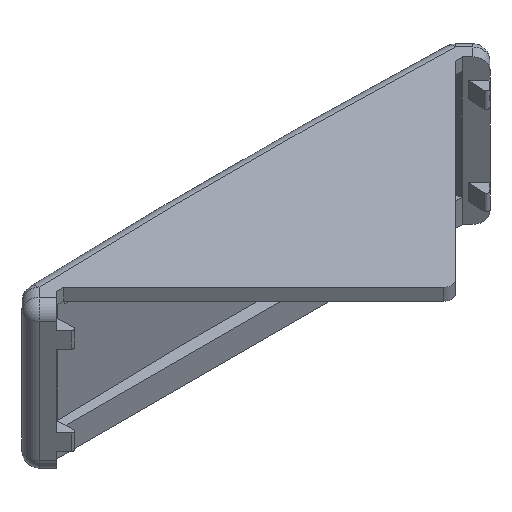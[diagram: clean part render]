
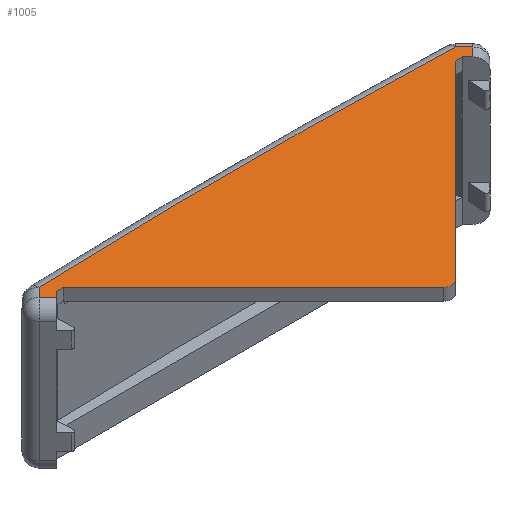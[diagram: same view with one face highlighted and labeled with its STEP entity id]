
A CAD part, isometric view. The second image highlights one B-rep face of the part: STEP entity #1005.
In plain terms, the highlighted planar face has unit normal (0, 0, 1).
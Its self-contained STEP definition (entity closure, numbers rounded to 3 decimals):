
#27=PLANE('',#1085);
#71=FACE_OUTER_BOUND('',#131,.T.);
#131=EDGE_LOOP('',(#766,#767,#768,#769,#770,#771,#772,#773,#774,#775,#776,
#777));
#187=LINE('',#1535,#289);
#196=LINE('',#1556,#298);
#204=LINE('',#1571,#306);
#208=LINE('',#1581,#310);
#242=LINE('',#1647,#344);
#243=LINE('',#1648,#345);
#244=LINE('',#1650,#346);
#245=LINE('',#1653,#347);
#246=LINE('',#1654,#348);
#247=LINE('',#1656,#349);
#289=VECTOR('',#1211,0.9);
#298=VECTOR('',#1224,0.905);
#306=VECTOR('',#1232,0.905);
#310=VECTOR('',#1240,0.9);
#344=VECTOR('',#1292,1.554);
#345=VECTOR('',#1293,1.5);
#346=VECTOR('',#1294,33.358);
#347=VECTOR('',#1297,33.358);
#348=VECTOR('',#1298,1.5);
#349=VECTOR('',#1299,1.554);
#400=CIRCLE('',#1086,1.);
#401=CIRCLE('',#1087,697.963);
#439=VERTEX_POINT('',#1503);
#452=VERTEX_POINT('',#1532);
#453=VERTEX_POINT('',#1534);
#462=VERTEX_POINT('',#1554);
#463=VERTEX_POINT('',#1555);
#470=VERTEX_POINT('',#1569);
#474=VERTEX_POINT('',#1579);
#496=VERTEX_POINT('',#1645);
#497=VERTEX_POINT('',#1646);
#498=VERTEX_POINT('',#1649);
#499=VERTEX_POINT('',#1651);
#500=VERTEX_POINT('',#1655);
#544=EDGE_CURVE('',#453,#452,#187,.T.);
#554=EDGE_CURVE('',#462,#463,#196,.T.);
#562=EDGE_CURVE('',#452,#470,#204,.T.);
#567=EDGE_CURVE('',#463,#474,#208,.T.);
#604=EDGE_CURVE('',#496,#497,#242,.T.);
#605=EDGE_CURVE('',#497,#453,#243,.T.);
#606=EDGE_CURVE('',#470,#498,#244,.T.);
#607=EDGE_CURVE('',#498,#499,#400,.T.);
#608=EDGE_CURVE('',#499,#462,#245,.T.);
#609=EDGE_CURVE('',#474,#439,#246,.T.);
#610=EDGE_CURVE('',#439,#500,#247,.T.);
#611=EDGE_CURVE('',#500,#496,#401,.T.);
#766=ORIENTED_EDGE('',*,*,#604,.T.);
#767=ORIENTED_EDGE('',*,*,#605,.T.);
#768=ORIENTED_EDGE('',*,*,#544,.T.);
#769=ORIENTED_EDGE('',*,*,#562,.T.);
#770=ORIENTED_EDGE('',*,*,#606,.T.);
#771=ORIENTED_EDGE('',*,*,#607,.T.);
#772=ORIENTED_EDGE('',*,*,#608,.T.);
#773=ORIENTED_EDGE('',*,*,#554,.T.);
#774=ORIENTED_EDGE('',*,*,#567,.T.);
#775=ORIENTED_EDGE('',*,*,#609,.T.);
#776=ORIENTED_EDGE('',*,*,#610,.T.);
#777=ORIENTED_EDGE('',*,*,#611,.T.);
#1005=ADVANCED_FACE('',(#71),#27,.F.);
#1085=AXIS2_PLACEMENT_3D('',#1644,#1290,#1291);
#1086=AXIS2_PLACEMENT_3D('',#1652,#1295,#1296);
#1087=AXIS2_PLACEMENT_3D('',#1657,#1300,#1301);
#1211=DIRECTION('',(0.707,0.707,0.));
#1224=DIRECTION('',(1.,0.,0.));
#1232=DIRECTION('',(1.,0.,0.));
#1240=DIRECTION('',(0.707,-0.707,0.));
#1290=DIRECTION('center_axis',(0.,0.,-1.));
#1291=DIRECTION('ref_axis',(-1.,0.,0.));
#1292=DIRECTION('',(-0.707,-0.707,0.));
#1293=DIRECTION('',(0.707,-0.707,0.));
#1294=DIRECTION('',(0.707,-0.707,0.));
#1295=DIRECTION('center_axis',(0.,0.,1.));
#1296=DIRECTION('ref_axis',(-1.,0.,0.));
#1297=DIRECTION('',(0.707,0.707,0.));
#1298=DIRECTION('',(0.707,0.707,0.));
#1299=DIRECTION('',(-0.707,0.707,0.));
#1300=DIRECTION('center_axis',(0.,0.,1.));
#1301=DIRECTION('ref_axis',(-1.,0.,0.));
#1503=CARTESIAN_POINT('',(26.897,0.424,9.));
#1532=CARTESIAN_POINT('',(-25.2,0.,9.));
#1534=CARTESIAN_POINT('',(-25.836,-0.636,9.));
#1535=CARTESIAN_POINT('',(-26.897,-1.697,9.));
#1554=CARTESIAN_POINT('',(24.295,0.,9.));
#1555=CARTESIAN_POINT('',(25.2,0.,9.));
#1556=CARTESIAN_POINT('',(-25.2,0.,9.));
#1569=CARTESIAN_POINT('',(-24.295,0.,9.));
#1571=CARTESIAN_POINT('',(-25.2,0.,9.));
#1579=CARTESIAN_POINT('',(25.836,-0.636,9.));
#1581=CARTESIAN_POINT('',(25.2,0.,9.));
#1644=CARTESIAN_POINT('Origin',(0.,-695.963,
9.));
#1645=CARTESIAN_POINT('',(-25.798,1.523,9.));
#1646=CARTESIAN_POINT('',(-26.897,0.424,9.));
#1647=CARTESIAN_POINT('',(-361.642,-334.321,9.));
#1648=CARTESIAN_POINT('',(334.745,-361.218,9.));
#1649=CARTESIAN_POINT('',(-0.707,-23.588,9.));
#1650=CARTESIAN_POINT('',(-24.295,0.,9.));
#1651=CARTESIAN_POINT('',(0.707,-23.588,9.));
#1652=CARTESIAN_POINT('Origin',(0.,-22.881,
9.));
#1653=CARTESIAN_POINT('',(0.,-24.295,9.));
#1654=CARTESIAN_POINT('',(-334.745,-361.218,9.));
#1655=CARTESIAN_POINT('',(25.798,1.523,9.));
#1656=CARTESIAN_POINT('',(361.642,-334.321,9.));
#1657=CARTESIAN_POINT('Origin',(0.,-695.963,
9.));
